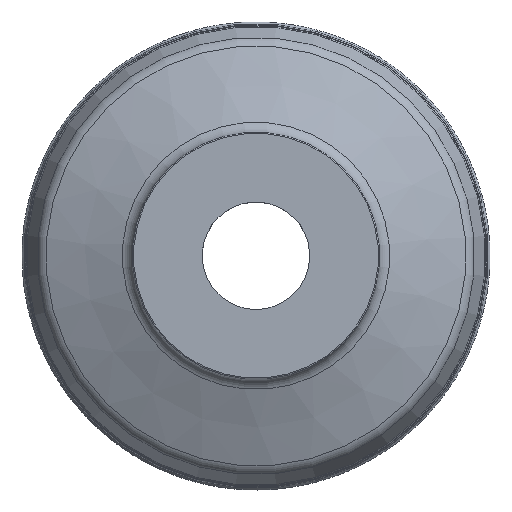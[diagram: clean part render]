
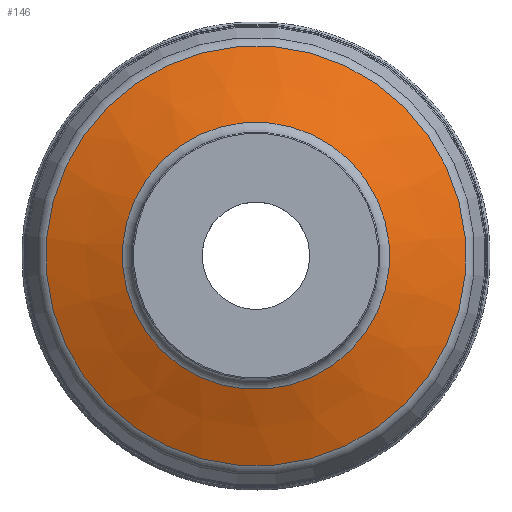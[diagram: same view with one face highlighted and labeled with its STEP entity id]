
A CAD part, top view. The second image highlights one B-rep face of the part: STEP entity #146.
In plain terms, the highlighted conical face has half-angle 67.885 degrees and reference radius 80.358 mm.
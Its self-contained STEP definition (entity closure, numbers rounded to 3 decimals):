
#108=CONICAL_SURFACE('',#768,80.358,67.885);
#146=ADVANCED_FACE('CN_SU3',(#212,#213),#108,.T.);
#212=FACE_BOUND('',#287,.T.);
#213=FACE_BOUND('',#288,.T.);
#287=EDGE_LOOP('',(#365));
#288=EDGE_LOOP('',(#366));
#365=ORIENTED_EDGE('',*,*,#470,.T.);
#366=ORIENTED_EDGE('',*,*,#471,.T.);
#430=VERTEX_POINT('',#1110);
#431=VERTEX_POINT('',#1112);
#470=EDGE_CURVE('',#430,#430,#509,.T.);
#471=EDGE_CURVE('',#431,#431,#510,.T.);
#509=CIRCLE('',#766,78.174);
#510=CIRCLE('',#767,49.741);
#766=AXIS2_PLACEMENT_3D('',#1109,#920,#921);
#767=AXIS2_PLACEMENT_3D('',#1111,#922,#923);
#768=AXIS2_PLACEMENT_3D('',#1113,#924,#925);
#920=DIRECTION('',(0.,0.,1.));
#921=DIRECTION('',(0.966,0.259,0.));
#922=DIRECTION('',(0.,0.,-1.));
#923=DIRECTION('',(-0.966,-0.259,0.));
#924=DIRECTION('',(0.,0.,-1.));
#925=DIRECTION('',(-0.966,-0.259,0.));
#1109=CARTESIAN_POINT('',(0.,0.,
-32.113));
#1110=CARTESIAN_POINT('',(75.511,20.233,-32.113));
#1111=CARTESIAN_POINT('',(0.,0.,
-20.559));
#1112=CARTESIAN_POINT('',(-48.046,-12.874,-20.559));
#1113=CARTESIAN_POINT('',(0.,0.,
-33.));
